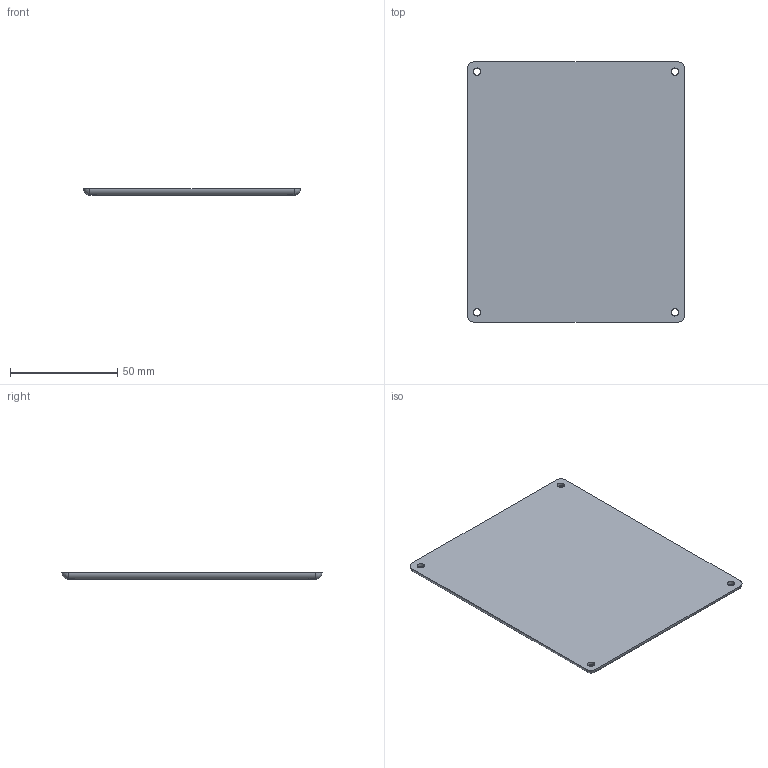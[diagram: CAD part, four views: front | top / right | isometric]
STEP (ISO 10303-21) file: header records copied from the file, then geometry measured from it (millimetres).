
FILE_DESCRIPTION (( 'STEP AP203' ), '1' );
FILE_NAME ('Sensor_cover.STEP', '2023-07-31T12:51:12', ( '' ), ( '' ), 'SwSTEP 2.0', 'SolidWorks 2023', '' );
FILE_SCHEMA (( 'CONFIG_CONTROL_DESIGN' ));
Length unit declared in the file: millimetre
Products named in the file (1): Sensor_cover
Bounding box: 101 x 121 x 3 mm (x, y, z)
Volume: 35410.4 mm3; surface area: 25619.1 mm2
Topology: 1 solids, 1 shells, 148 faces, 410 edges, 268 vertices
Faces by surface type: plane 79, bspline 45, cylinder 12, cone 8, sphere 4
Entity records: 7213 total; most frequent: CARTESIAN_POINT 3668, ORIENTED_EDGE 812, DIRECTION 544, EDGE_CURVE 406, VERTEX_POINT 268, LINE 264, VECTOR 264, EDGE_LOOP 164
